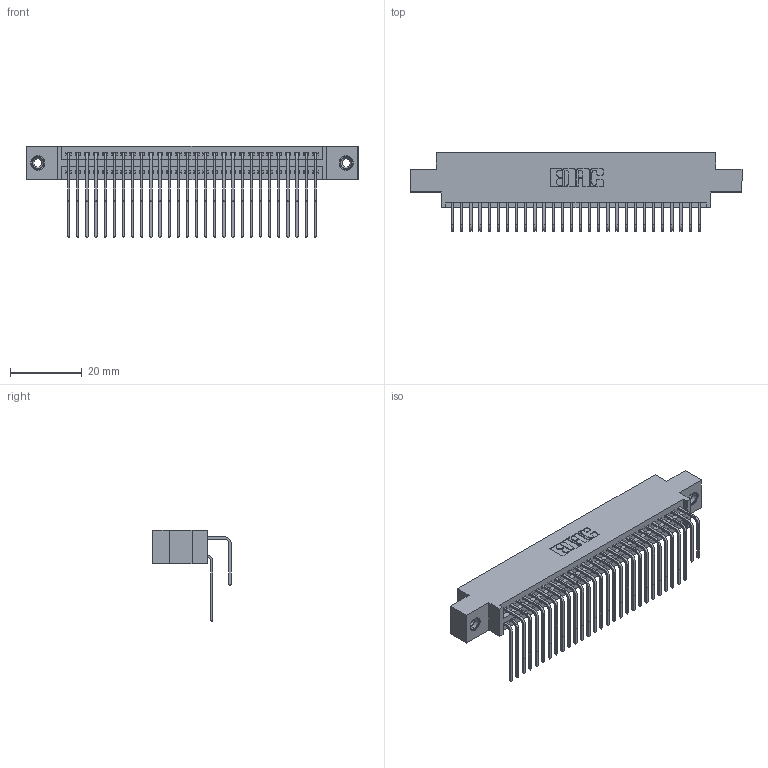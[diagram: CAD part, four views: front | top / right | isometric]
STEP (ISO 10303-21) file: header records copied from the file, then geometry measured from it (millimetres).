
FILE_DESCRIPTION (( 'STEP AP203' ), '1' );
FILE_NAME ('395-056-558-808.STEP', '2018-11-22T06:49:09', ( '' ), ( '' ), 'SwSTEP 2.0', 'SolidWorks 2016', '' );
FILE_SCHEMA (( 'CONFIG_CONTROL_DESIGN' ));
Length unit declared in the file: inch
Products named in the file (5): 395-056-558-808; 345-250-001_345-250-003-102; 345 Part_0.170 Offset - 0.156 Dia-TI; 345-292-001_558 559 Tail - 1; 345-292-001_558 Tail - 2
Assembly tree (59 placements, depth 2):
  395-056-558-808
    345 Part_0.170 Offset - 0.156 Dia-TI
    345-292-001_558 559 Tail - 1  x28
    345-292-001_558 Tail - 2  x28
    345-250-001_345-250-003-102  x2
Bounding box: 92.33 x 21.83 x 25.53 mm (x, y, z)
Volume: 9042.1 mm3; surface area: 14770.6 mm2
Topology: 59 solids, 59 shells, 3102 faces, 9169 edges, 6030 vertices
Faces by surface type: plane 2076, cylinder 1010, cone 12, torus 4
Entity records: 26824 total; most frequent: CARTESIAN_POINT 4538, ORIENTED_EDGE 4414, DIRECTION 4017, EDGE_CURVE 2207, VECTOR 1903, LINE 1903, VERTEX_POINT 1464, AXIS2_PLACEMENT_3D 1057
